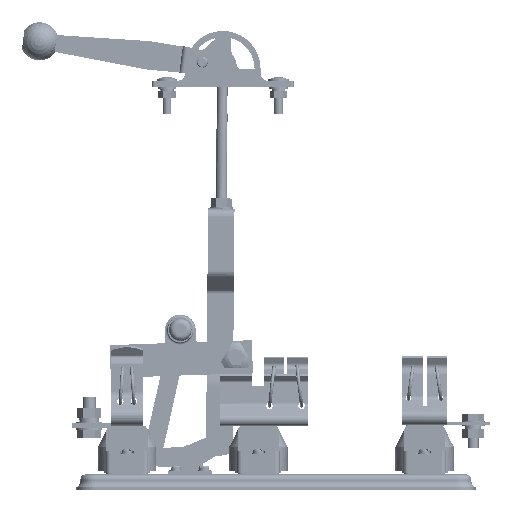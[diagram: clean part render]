
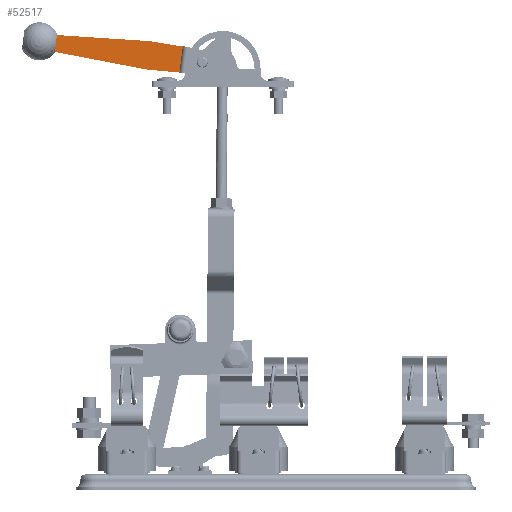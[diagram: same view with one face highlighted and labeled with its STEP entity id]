
A CAD part, left-side view. The second image highlights one B-rep face of the part: STEP entity #52517.
In plain terms, the highlighted planar face has unit normal (-1, 0, 0).
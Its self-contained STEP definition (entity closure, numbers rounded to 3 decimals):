
#2059 = CARTESIAN_POINT ( 'NONE',  ( 180.4, 88.179, 381.296 ) ) ;
#3998 = LINE ( 'NONE', #67350, #57308 ) ;
#5373 = VECTOR ( 'NONE', #19533, 1000. ) ;
#9003 = ORIENTED_EDGE ( 'NONE', *, *, #90931, .F. ) ;
#9364 = PLANE ( 'NONE',  #81621 ) ;
#12918 = CIRCLE ( 'NONE', #75031, 30. ) ;
#13018 = CARTESIAN_POINT ( 'NONE',  ( 180.4, 200.224, 415.593 ) ) ;
#15486 = VERTEX_POINT ( 'NONE', #13018 ) ;
#16413 = FACE_OUTER_BOUND ( 'NONE', #56012, .T. ) ;
#16514 = ORIENTED_EDGE ( 'NONE', *, *, #92985, .F. ) ;
#19533 = DIRECTION ( 'NONE',  ( 0., -0.987, -0.161 ) ) ;
#20063 = DIRECTION ( 'NONE',  ( 1., 0., 0. ) ) ;
#21208 = CARTESIAN_POINT ( 'NONE',  ( 180.4, 119.976, 384.428 ) ) ;
#21342 = DIRECTION ( 'NONE',  ( 0., 0.982, 0.189 ) ) ;
#22304 = CIRCLE ( 'NONE', #133972, 30. ) ;
#25894 = LINE ( 'NONE', #87440, #50880 ) ;
#27804 = ORIENTED_EDGE ( 'NONE', *, *, #88867, .F. ) ;
#27939 = VECTOR ( 'NONE', #21342, 1000. ) ;
#29544 = VECTOR ( 'NONE', #120783, 1000. ) ;
#31764 = LINE ( 'NONE', #49862, #113255 ) ;
#31914 = CARTESIAN_POINT ( 'NONE',  ( 180.4, 118.647, 380.167 ) ) ;
#34019 = VERTEX_POINT ( 'NONE', #76953 ) ;
#36002 = VERTEX_POINT ( 'NONE', #2059 ) ;
#40950 = CARTESIAN_POINT ( 'NONE',  ( 180.4, 113.823, 409.776 ) ) ;
#42595 = DIRECTION ( 'NONE',  ( 0., 0., -1. ) ) ;
#44726 = ORIENTED_EDGE ( 'NONE', *, *, #89926, .F. ) ;
#45969 = CARTESIAN_POINT ( 'NONE',  ( 180.4, 202.198, 400.22 ) ) ;
#48186 = ORIENTED_EDGE ( 'NONE', *, *, #96197, .F. ) ;
#49862 = CARTESIAN_POINT ( 'NONE',  ( 180.4, 117.13, 384.022 ) ) ;
#50880 = VECTOR ( 'NONE', #55833, 1000. ) ;
#52517 = ADVANCED_FACE ( 'NONE', ( #16413 ), #9364, .F. ) ;
#55833 = DIRECTION ( 'NONE',  ( 0., -0.998, -0.066 ) ) ;
#56012 = EDGE_LOOP ( 'NONE', ( #44726, #27804, #48186, #70493, #16514, #133579, #72684, #9003 ) ) ;
#56286 = LINE ( 'NONE', #95768, #27939 ) ;
#57308 = VECTOR ( 'NONE', #99441, 1000. ) ;
#57721 = CARTESIAN_POINT ( 'NONE',  ( 180.4, 114.317, 413.89 ) ) ;
#62384 = CARTESIAN_POINT ( 'NONE',  ( 180.4, 118.647, 380.167 ) ) ;
#66927 = CARTESIAN_POINT ( 'NONE',  ( 180.4, 116.679, 410.102 ) ) ;
#67350 = CARTESIAN_POINT ( 'NONE',  ( 180.4, 200.224, 415.593 ) ) ;
#68361 = DIRECTION ( 'NONE',  ( 0., 0., -1. ) ) ;
#70493 = ORIENTED_EDGE ( 'NONE', *, *, #94966, .F. ) ;
#72684 = ORIENTED_EDGE ( 'NONE', *, *, #91926, .F. ) ;
#75031 = AXIS2_PLACEMENT_3D ( 'NONE', #57721, #132108, #68361 ) ;
#76953 = CARTESIAN_POINT ( 'NONE',  ( 180.4, 117.13, 384.022 ) ) ;
#81621 = AXIS2_PLACEMENT_3D ( 'NONE', #62384, #20063, #94497 ) ;
#87440 = CARTESIAN_POINT ( 'NONE',  ( 180.4, 200.224, 415.593 ) ) ;
#88867 = EDGE_CURVE ( 'NONE', #100423, #15486, #3998, .T. ) ;
#89926 = EDGE_CURVE ( 'NONE', #15486, #102362, #25894, .T. ) ;
#90931 = EDGE_CURVE ( 'NONE', #102362, #122462, #22304, .T. ) ;
#91926 = EDGE_CURVE ( 'NONE', #122462, #121737, #93604, .T. ) ;
#92985 = EDGE_CURVE ( 'NONE', #36002, #34019, #31764, .T. ) ;
#93604 = LINE ( 'NONE', #40950, #5373 ) ;
#94497 = DIRECTION ( 'NONE',  ( 0., 0., -1. ) ) ;
#94966 = EDGE_CURVE ( 'NONE', #34019, #130876, #12918, .T. ) ;
#95768 = CARTESIAN_POINT ( 'NONE',  ( 180.4, 202.198, 400.22 ) ) ;
#96197 = EDGE_CURVE ( 'NONE', #130876, #100423, #56286, .T. ) ;
#96442 = EDGE_CURVE ( 'NONE', #121737, #36002, #114375, .T. ) ;
#99437 = CARTESIAN_POINT ( 'NONE',  ( 180.4, 85.123, 405.101 ) ) ;
#99441 = DIRECTION ( 'NONE',  ( 0., -0.127, 0.992 ) ) ;
#100423 = VERTEX_POINT ( 'NONE', #45969 ) ;
#102362 = VERTEX_POINT ( 'NONE', #66927 ) ;
#106295 = DIRECTION ( 'NONE',  ( 1., 0., 0. ) ) ;
#109575 = CARTESIAN_POINT ( 'NONE',  ( 180.4, 113.823, 409.776 ) ) ;
#110639 = CARTESIAN_POINT ( 'NONE',  ( 180.4, 85.123, 405.101 ) ) ;
#113255 = VECTOR ( 'NONE', #113524, 1000. ) ;
#113524 = DIRECTION ( 'NONE',  ( 0., 0.996, 0.094 ) ) ;
#114375 = LINE ( 'NONE', #99437, #29544 ) ;
#120783 = DIRECTION ( 'NONE',  ( 0., 0.127, -0.992 ) ) ;
#121737 = VERTEX_POINT ( 'NONE', #110639 ) ;
#122462 = VERTEX_POINT ( 'NONE', #109575 ) ;
#130876 = VERTEX_POINT ( 'NONE', #21208 ) ;
#132108 = DIRECTION ( 'NONE',  ( 1., 0., 0. ) ) ;
#133579 = ORIENTED_EDGE ( 'NONE', *, *, #96442, .F. ) ;
#133972 = AXIS2_PLACEMENT_3D ( 'NONE', #31914, #106295, #42595 ) ;
